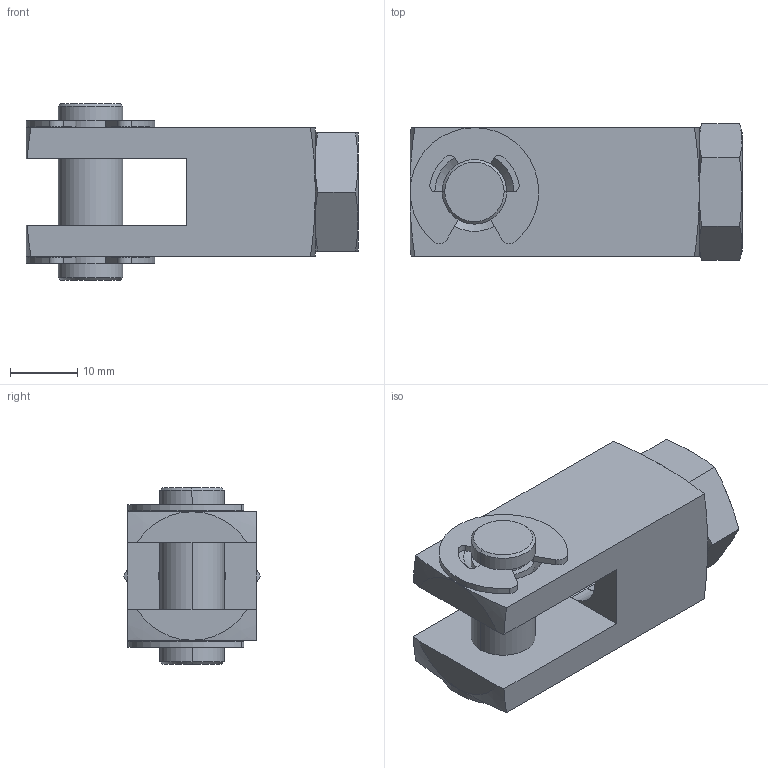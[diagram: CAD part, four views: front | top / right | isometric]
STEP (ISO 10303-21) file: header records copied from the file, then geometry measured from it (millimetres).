
FILE_DESCRIPTION (( 'STEP AP214' ), '1' );
FILE_NAME ('ARC-716-20.STEP', '2018-01-23T15:25:00', ( '' ), ( '' ), 'SwSTEP 2.0', 'SolidWorks 2017', '' );
FILE_SCHEMA (( 'AUTOMOTIVE_DESIGN' ));
Length unit declared in the file: inch
Products named in the file (1): ARC-716-20
Bounding box: 49.23 x 20.24 x 26.19 mm (x, y, z)
Volume: 12269.9 mm3; surface area: 7549.3 mm2
Topology: 5 solids, 5 shells, 136 faces, 330 edges, 208 vertices
Faces by surface type: cylinder 58, plane 44, cone 26, bspline 8
Entity records: 6110 total; most frequent: CARTESIAN_POINT 1105, DIRECTION 664, ORIENTED_EDGE 660, EDGE_CURVE 330, AXIS2_PLACEMENT_3D 283, VERTEX_POINT 208, CIRCLE 154, EDGE_LOOP 148
